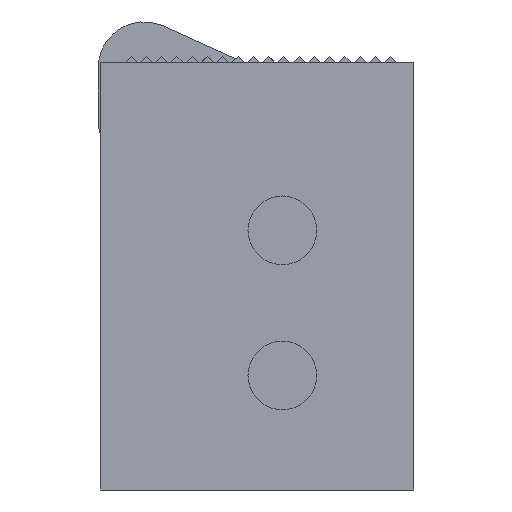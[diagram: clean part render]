
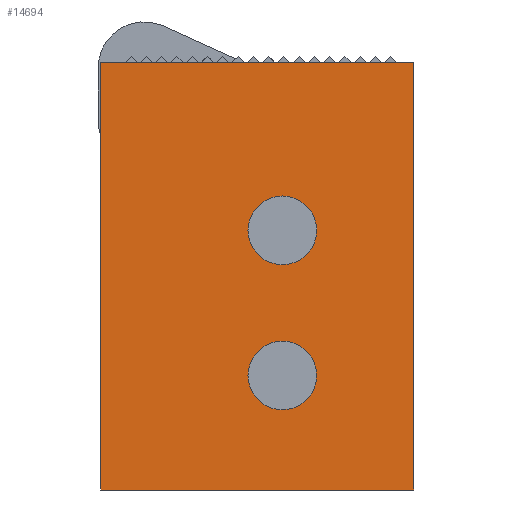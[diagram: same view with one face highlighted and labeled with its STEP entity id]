
A CAD part, front view. The second image highlights one B-rep face of the part: STEP entity #14694.
In plain terms, the highlighted planar face has unit normal (0, -1, 0).
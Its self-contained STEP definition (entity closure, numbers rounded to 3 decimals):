
#722 = CARTESIAN_POINT ( 'NONE',  ( 10.25, -34.5, 0. ) ) ;
#794 = CARTESIAN_POINT ( 'NONE',  ( 10.25, -34.5, 28. ) ) ;
#1006 = DIRECTION ( 'NONE',  ( 0., 0., 1. ) ) ;
#1241 = DIRECTION ( 'NONE',  ( 0., 0., -1. ) ) ;
#1399 = EDGE_LOOP ( 'NONE', ( #6154, #12111 ) ) ;
#1550 = EDGE_CURVE ( 'NONE', #14003, #8560, #8764, .T. ) ;
#2098 = VECTOR ( 'NONE', #2738, 1000. ) ;
#2223 = EDGE_CURVE ( 'NONE', #12301, #7666, #7382, .T. ) ;
#2233 = DIRECTION ( 'NONE',  ( 0., -1., 0. ) ) ;
#2348 = CARTESIAN_POINT ( 'NONE',  ( 10.25, -34.5, 28. ) ) ;
#2738 = DIRECTION ( 'NONE',  ( 0., 0., -1. ) ) ;
#3038 = DIRECTION ( 'NONE',  ( 1., 0., 0. ) ) ;
#3746 = EDGE_CURVE ( 'NONE', #9195, #7392, #5769, .T. ) ;
#3917 = ORIENTED_EDGE ( 'NONE', *, *, #2223, .F. ) ;
#3920 = VECTOR ( 'NONE', #8317, 1000. ) ;
#4034 = LINE ( 'NONE', #794, #14394 ) ;
#4445 = ORIENTED_EDGE ( 'NONE', *, *, #10446, .F. ) ;
#4550 = CARTESIAN_POINT ( 'NONE',  ( 1.65, -34.5, 7.5 ) ) ;
#5235 = DIRECTION ( 'NONE',  ( 0., -1., 0. ) ) ;
#5569 = CARTESIAN_POINT ( 'NONE',  ( 1.65, -34.5, 19.25 ) ) ;
#5769 = CIRCLE ( 'NONE', #8906, 2.25 ) ;
#5956 = CARTESIAN_POINT ( 'NONE',  ( 1.65, -34.5, 5.25 ) ) ;
#5977 = DIRECTION ( 'NONE',  ( 0., -1., 0. ) ) ;
#6113 = CARTESIAN_POINT ( 'NONE',  ( 1.65, -34.5, 9.75 ) ) ;
#6131 = EDGE_CURVE ( 'NONE', #8560, #12418, #6431, .T. ) ;
#6154 = ORIENTED_EDGE ( 'NONE', *, *, #9044, .F. ) ;
#6159 = ORIENTED_EDGE ( 'NONE', *, *, #6131, .T. ) ;
#6328 = CARTESIAN_POINT ( 'NONE',  ( -10.25, -34.5, 28. ) ) ;
#6431 = LINE ( 'NONE', #722, #14165 ) ;
#6622 = EDGE_CURVE ( 'NONE', #7666, #12301, #8659, .T. ) ;
#6744 = CARTESIAN_POINT ( 'NONE',  ( 1.65, -34.5, 7.5 ) ) ;
#6827 = DIRECTION ( 'NONE',  ( 0., 0., -1. ) ) ;
#6874 = EDGE_LOOP ( 'NONE', ( #7792, #3917 ) ) ;
#7187 = CARTESIAN_POINT ( 'NONE',  ( 10.25, -34.5, 28. ) ) ;
#7382 = CIRCLE ( 'NONE', #12200, 2.25 ) ;
#7392 = VERTEX_POINT ( 'NONE', #5956 ) ;
#7666 = VERTEX_POINT ( 'NONE', #12503 ) ;
#7792 = ORIENTED_EDGE ( 'NONE', *, *, #6622, .F. ) ;
#7812 = CARTESIAN_POINT ( 'NONE',  ( -10.25, -34.5, 0. ) ) ;
#8149 = ORIENTED_EDGE ( 'NONE', *, *, #1550, .T. ) ;
#8317 = DIRECTION ( 'NONE',  ( 0., 0., -1. ) ) ;
#8560 = VERTEX_POINT ( 'NONE', #7812 ) ;
#8614 = CARTESIAN_POINT ( 'NONE',  ( -10.25, -34.5, 28. ) ) ;
#8659 = CIRCLE ( 'NONE', #11295, 2.25 ) ;
#8764 = LINE ( 'NONE', #8614, #2098 ) ;
#8860 = CIRCLE ( 'NONE', #12948, 2.25 ) ;
#8906 = AXIS2_PLACEMENT_3D ( 'NONE', #6744, #13533, #13754 ) ;
#9044 = EDGE_CURVE ( 'NONE', #7392, #9195, #8860, .T. ) ;
#9140 = FACE_BOUND ( 'NONE', #6874, .T. ) ;
#9195 = VERTEX_POINT ( 'NONE', #6113 ) ;
#9286 = AXIS2_PLACEMENT_3D ( 'NONE', #12451, #13577, #1006 ) ;
#9389 = LINE ( 'NONE', #7187, #3920 ) ;
#9852 = DIRECTION ( 'NONE',  ( 1., 0., 0. ) ) ;
#10446 = EDGE_CURVE ( 'NONE', #14003, #13809, #4034, .T. ) ;
#10779 = ORIENTED_EDGE ( 'NONE', *, *, #11795, .F. ) ;
#10965 = DIRECTION ( 'NONE',  ( 0., 0., -1. ) ) ;
#11000 = EDGE_LOOP ( 'NONE', ( #10779, #4445, #8149, #6159 ) ) ;
#11169 = PLANE ( 'NONE',  #9286 ) ;
#11295 = AXIS2_PLACEMENT_3D ( 'NONE', #12561, #2233, #6827 ) ;
#11795 = EDGE_CURVE ( 'NONE', #13809, #12418, #9389, .T. ) ;
#12111 = ORIENTED_EDGE ( 'NONE', *, *, #3746, .F. ) ;
#12175 = CARTESIAN_POINT ( 'NONE',  ( 1.65, -34.5, 17. ) ) ;
#12200 = AXIS2_PLACEMENT_3D ( 'NONE', #12175, #5235, #10965 ) ;
#12298 = CARTESIAN_POINT ( 'NONE',  ( 10.25, -34.5, 0. ) ) ;
#12301 = VERTEX_POINT ( 'NONE', #5569 ) ;
#12418 = VERTEX_POINT ( 'NONE', #12298 ) ;
#12451 = CARTESIAN_POINT ( 'NONE',  ( 10.25, -34.5, 28. ) ) ;
#12503 = CARTESIAN_POINT ( 'NONE',  ( 1.65, -34.5, 14.75 ) ) ;
#12529 = FACE_BOUND ( 'NONE', #1399, .T. ) ;
#12561 = CARTESIAN_POINT ( 'NONE',  ( 1.65, -34.5, 17. ) ) ;
#12948 = AXIS2_PLACEMENT_3D ( 'NONE', #4550, #5977, #1241 ) ;
#13533 = DIRECTION ( 'NONE',  ( 0., -1., 0. ) ) ;
#13577 = DIRECTION ( 'NONE',  ( 0., 1., 0. ) ) ;
#13754 = DIRECTION ( 'NONE',  ( 0., 0., -1. ) ) ;
#13809 = VERTEX_POINT ( 'NONE', #2348 ) ;
#14003 = VERTEX_POINT ( 'NONE', #6328 ) ;
#14165 = VECTOR ( 'NONE', #3038, 1000. ) ;
#14394 = VECTOR ( 'NONE', #9852, 1000. ) ;
#14694 = ADVANCED_FACE ( 'NONE', ( #12529, #9140, #14709 ), #11169, .F. ) ;
#14709 = FACE_OUTER_BOUND ( 'NONE', #11000, .T. ) ;
